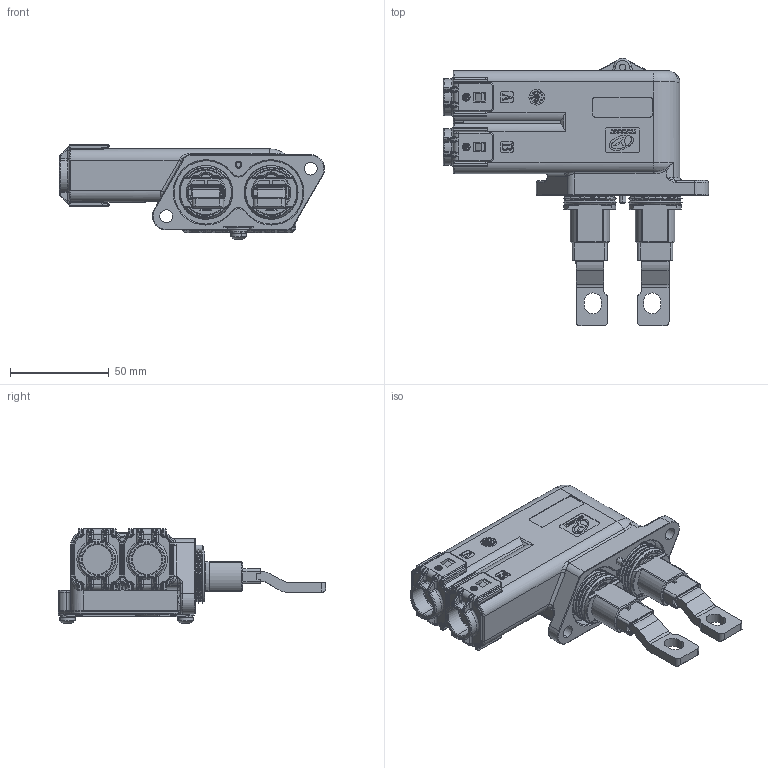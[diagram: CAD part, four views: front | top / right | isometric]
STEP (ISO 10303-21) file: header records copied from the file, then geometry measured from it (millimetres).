
FILE_DESCRIPTION (( 'STEP AP203' ), '1' );
FILE_NAME ('YG196-00-459-00B3（客用）.STEP', '2025-08-19T02:02:22', ( '' ), ( '' ), 'SwSTEP 2.0', 'SolidWorks 2023', '' );
FILE_SCHEMA (( 'CONFIG_CONTROL_DESIGN' ));
Products named in the file (12): PRT0007.stp; PRT0011.stp; PRT0004.stp; PRT0006.stp; PRT0009.stp; yg196-459_b3_-20220928-xiugai_asm.stp; PRT0012.stp; PRT0010.stp; YG196-00-459-00B3（客用）; PRT0005.stp; ASM0006_ASM.stp; PRT0008.stp
Assembly tree (11 placements, depth 4):
  YG196-00-459-00B3（客用）
    yg196-459_b3_-20220928-xiugai_asm.stp
      ASM0006_ASM.stp
        PRT0004.stp
        PRT0005.stp
        PRT0006.stp
        PRT0007.stp
        PRT0008.stp
        PRT0009.stp
        PRT0010.stp
        PRT0011.stp
        PRT0012.stp
Bounding box: 134 x 134.95 x 47.61 mm (x, y, z)
Volume: 235405.8 mm3; surface area: 78456.5 mm2
Topology: 9 solids, 14 shells, 5285 faces, 13770 edges, 8519 vertices
Faces by surface type: plane 2255, cylinder 1125, bspline 1015, torus 507, cone 235, sphere 148
Entity records: 249392 total; most frequent: CARTESIAN_POINT 127648, ORIENTED_EDGE 27058, DIRECTION 21907, EDGE_CURVE 13529, VERTEX_POINT 8483, LINE 7341, VECTOR 7341, AXIS2_PLACEMENT_3D 7283
